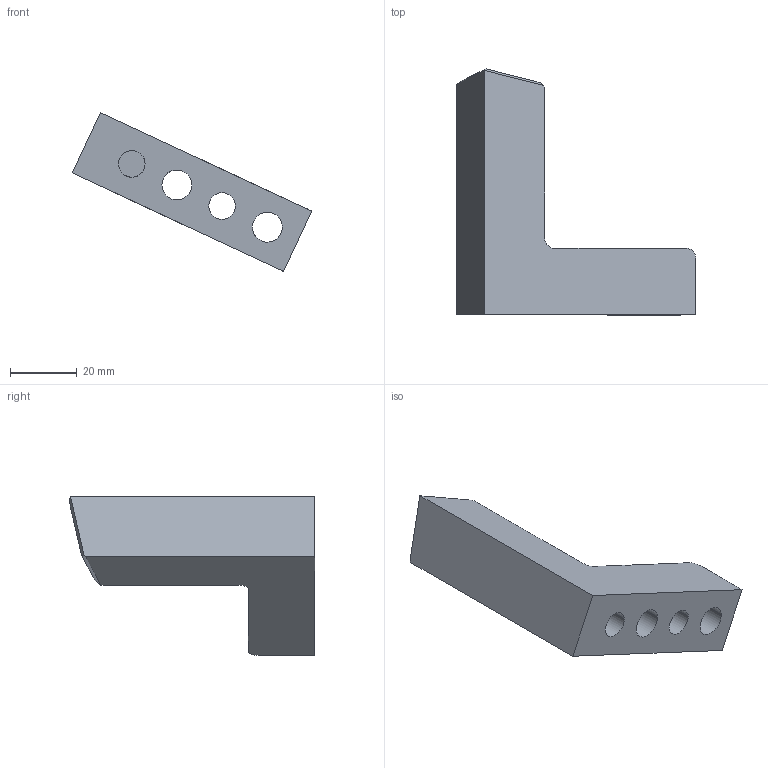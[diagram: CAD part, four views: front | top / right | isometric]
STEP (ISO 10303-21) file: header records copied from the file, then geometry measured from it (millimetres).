
FILE_DESCRIPTION(('CATIA V5 STEP Exchange'),'2;1');
FILE_NAME('C00363441-HZ-510-227030-1-UN201-0-001-01-OFF.stp','2022-04-15T07:38:24+00:00',('none'),('none'),'CATIA Version 5-6 Release 2016','CATIA V5 STEP AP203','none');
FILE_SCHEMA(('CONFIG_CONTROL_DESIGN'));
Length unit declared in the file: millimetre
Products named in the file (1): C00363441-HZ-510-227030-1-UN201-0-001-01-OFF
Bounding box: 71.89 x 73.89 x 47.71 mm (x, y, z)
Volume: 43387.2 mm3; surface area: 12094.8 mm2
Topology: 1 solids, 1 shells, 23 faces, 60 edges, 40 vertices
Faces by surface type: cylinder 10, plane 8, bspline 5
Entity records: 991 total; most frequent: CARTESIAN_POINT 447, ORIENTED_EDGE 120, DIRECTION 64, EDGE_CURVE 60, VERTEX_POINT 40, EDGE_LOOP 30, AXIS2_PLACEMENT_3D 28, VECTOR 24
